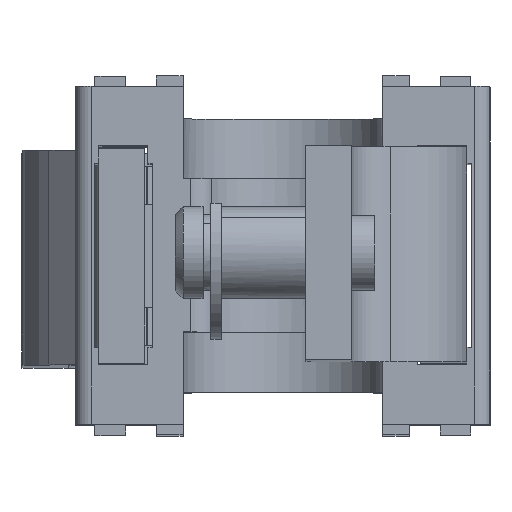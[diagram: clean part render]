
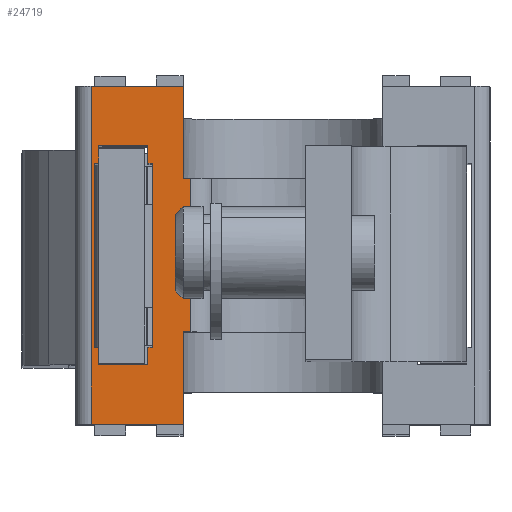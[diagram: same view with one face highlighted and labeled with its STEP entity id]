
A CAD part, top view. The second image highlights one B-rep face of the part: STEP entity #24719.
In plain terms, the highlighted free-form (B-spline) face has degree [1, 1] with [2, 2] control points.
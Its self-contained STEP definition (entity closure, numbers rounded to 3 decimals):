
#20177=CARTESIAN_POINT('',(-12.,6.,27.));
#20178=VERTEX_POINT('',#20177);
#20179=CARTESIAN_POINT('',(-12.3,6.,27.));
#20180=VERTEX_POINT('',#20179);
#20181=CARTESIAN_POINT('',(-12.,6.,27.));
#20182=CARTESIAN_POINT('',(-12.3,6.,27.));
#20183=QUASI_UNIFORM_CURVE('',1,(#20181,#20182),.UNSPECIFIED.,.F.,.U.);
#20184=EDGE_CURVE('',#20178,#20180,#20183,.T.);
#20213=CARTESIAN_POINT('',(-12.,7.15,27.));
#20214=VERTEX_POINT('',#20213);
#20215=CARTESIAN_POINT('',(-12.,7.15,27.));
#20216=CARTESIAN_POINT('',(-12.,6.,27.));
#20217=QUASI_UNIFORM_CURVE('',1,(#20215,#20216),.UNSPECIFIED.,.F.,.U.);
#20218=EDGE_CURVE('',#20214,#20178,#20217,.T.);
#20241=CARTESIAN_POINT('',(-12.,-6.,27.));
#20242=VERTEX_POINT('',#20241);
#20243=CARTESIAN_POINT('',(-12.,-7.15,27.));
#20244=VERTEX_POINT('',#20243);
#20245=CARTESIAN_POINT('',(-12.,-6.,27.));
#20246=CARTESIAN_POINT('',(-12.,-7.15,27.));
#20247=QUASI_UNIFORM_CURVE('',1,(#20245,#20246),.UNSPECIFIED.,.F.,.U.);
#20248=EDGE_CURVE('',#20242,#20244,#20247,.T.);
#20277=CARTESIAN_POINT('',(-12.3,-6.,27.));
#20278=VERTEX_POINT('',#20277);
#20279=CARTESIAN_POINT('',(-12.3,-6.,27.));
#20280=CARTESIAN_POINT('',(-12.,-6.,27.));
#20281=QUASI_UNIFORM_CURVE('',1,(#20279,#20280),.UNSPECIFIED.,.F.,.U.);
#20282=EDGE_CURVE('',#20278,#20242,#20281,.T.);
#20305=CARTESIAN_POINT('',(-12.3,6.,27.));
#20306=CARTESIAN_POINT('',(-12.3,-6.,27.));
#20307=QUASI_UNIFORM_CURVE('',1,(#20305,#20306),.UNSPECIFIED.,.F.,.U.);
#20308=EDGE_CURVE('',#20180,#20278,#20307,.T.);
#20325=CARTESIAN_POINT('',(-8.8,7.15,27.));
#20326=VERTEX_POINT('',#20325);
#20332=CARTESIAN_POINT('',(-8.8,7.15,27.));
#20333=CARTESIAN_POINT('',(-12.,7.15,27.));
#20334=QUASI_UNIFORM_CURVE('',1,(#20332,#20333),.UNSPECIFIED.,.F.,.U.);
#20335=EDGE_CURVE('',#20326,#20214,#20334,.T.);
#20359=CARTESIAN_POINT('',(-8.8,6.,27.));
#20360=VERTEX_POINT('',#20359);
#20366=CARTESIAN_POINT('',(-8.8,6.,27.));
#20367=CARTESIAN_POINT('',(-8.8,7.15,27.));
#20368=QUASI_UNIFORM_CURVE('',1,(#20366,#20367),.UNSPECIFIED.,.F.,.U.);
#20369=EDGE_CURVE('',#20360,#20326,#20368,.T.);
#20425=CARTESIAN_POINT('',(-8.5,6.,27.));
#20426=VERTEX_POINT('',#20425);
#20432=CARTESIAN_POINT('',(-8.5,6.,27.));
#20433=CARTESIAN_POINT('',(-8.8,6.,27.));
#20434=QUASI_UNIFORM_CURVE('',1,(#20432,#20433),.UNSPECIFIED.,.F.,.U.);
#20435=EDGE_CURVE('',#20426,#20360,#20434,.T.);
#20447=CARTESIAN_POINT('',(-8.5,-6.,27.));
#20448=VERTEX_POINT('',#20447);
#20454=CARTESIAN_POINT('',(-8.5,-6.,27.));
#20455=CARTESIAN_POINT('',(-8.5,6.,27.));
#20456=QUASI_UNIFORM_CURVE('',1,(#20454,#20455),.UNSPECIFIED.,.F.,.U.);
#20457=EDGE_CURVE('',#20448,#20426,#20456,.T.);
#20531=CARTESIAN_POINT('',(-8.8,-6.,27.));
#20532=VERTEX_POINT('',#20531);
#20538=CARTESIAN_POINT('',(-8.8,-6.,27.));
#20539=CARTESIAN_POINT('',(-8.5,-6.,27.));
#20540=QUASI_UNIFORM_CURVE('',1,(#20538,#20539),.UNSPECIFIED.,.F.,.U.);
#20541=EDGE_CURVE('',#20532,#20448,#20540,.T.);
#20597=CARTESIAN_POINT('',(-8.8,-7.15,27.));
#20598=VERTEX_POINT('',#20597);
#20604=CARTESIAN_POINT('',(-8.8,-7.15,27.));
#20605=CARTESIAN_POINT('',(-8.8,-6.,27.));
#20606=QUASI_UNIFORM_CURVE('',1,(#20604,#20605),.UNSPECIFIED.,.F.,.U.);
#20607=EDGE_CURVE('',#20598,#20532,#20606,.T.);
#20626=CARTESIAN_POINT('',(-12.,-7.15,27.));
#20627=CARTESIAN_POINT('',(-8.8,-7.15,27.));
#20628=QUASI_UNIFORM_CURVE('',1,(#20626,#20627),.UNSPECIFIED.,.F.,.U.);
#20629=EDGE_CURVE('',#20244,#20598,#20628,.T.);
#21140=CARTESIAN_POINT('',(-6.5,5.,27.));
#21141=VERTEX_POINT('',#21140);
#21147=CARTESIAN_POINT('',(-5.991,5.,27.));
#21148=VERTEX_POINT('',#21147);
#21149=CARTESIAN_POINT('',(-5.991,5.,27.));
#21150=CARTESIAN_POINT('',(-6.5,5.,27.));
#21151=QUASI_UNIFORM_CURVE('',1,(#21149,#21150),.UNSPECIFIED.,.F.,.U.);
#21152=EDGE_CURVE('',#21148,#21141,#21151,.T.);
#21785=CARTESIAN_POINT('',(-6.5,11.,27.));
#21786=VERTEX_POINT('',#21785);
#21792=CARTESIAN_POINT('',(-6.5,5.,27.));
#21793=CARTESIAN_POINT('',(-6.5,11.,27.));
#21794=QUASI_UNIFORM_CURVE('',1,(#21792,#21793),.UNSPECIFIED.,.F.,.U.);
#21795=EDGE_CURVE('',#21141,#21786,#21794,.T.);
#22792=CARTESIAN_POINT('',(-5.991,-5.,27.));
#22793=VERTEX_POINT('',#22792);
#22807=CARTESIAN_POINT('',(-6.5,-5.,27.));
#22808=VERTEX_POINT('',#22807);
#22809=CARTESIAN_POINT('',(-5.991,-5.,27.));
#22810=CARTESIAN_POINT('',(-6.5,-5.,27.));
#22811=QUASI_UNIFORM_CURVE('',1,(#22809,#22810),.UNSPECIFIED.,.F.,.U.);
#22812=EDGE_CURVE('',#22793,#22808,#22811,.T.);
#23458=CARTESIAN_POINT('',(-6.5,-11.,27.));
#23459=VERTEX_POINT('',#23458);
#23460=CARTESIAN_POINT('',(-6.5,-5.,27.));
#23461=CARTESIAN_POINT('',(-6.5,-11.,27.));
#23462=QUASI_UNIFORM_CURVE('',1,(#23460,#23461),.UNSPECIFIED.,.F.,.U.);
#23463=EDGE_CURVE('',#22808,#23459,#23462,.T.);
#24631=CARTESIAN_POINT('',(-12.5,-11.,27.));
#24632=VERTEX_POINT('',#24631);
#24648=CARTESIAN_POINT('',(-12.5,11.,27.));
#24649=VERTEX_POINT('',#24648);
#24650=CARTESIAN_POINT('',(-12.5,11.,27.));
#24651=CARTESIAN_POINT('',(-12.5,-11.,27.));
#24652=QUASI_UNIFORM_CURVE('',1,(#24650,#24651),.UNSPECIFIED.,.F.,.U.);
#24653=EDGE_CURVE('',#24649,#24632,#24652,.T.);
#24678=CARTESIAN_POINT('',(-12.825,-12.099,27.));
#24679=CARTESIAN_POINT('',(-5.666,-12.099,27.));
#24680=CARTESIAN_POINT('',(-12.825,12.099,27.));
#24681=CARTESIAN_POINT('',(-5.666,12.099,27.));
#24682=B_SPLINE_SURFACE_WITH_KNOTS('',1,1,((#24678,#24680),(#24679,#24681)),.UNSPECIFIED.,.F.,.F.,.U.,(2,2),(2,2),(0.0,7.159),(0.0,24.198),.UNSPECIFIED.);
#24683=ORIENTED_EDGE('',*,*,#21152,.T.);
#24684=ORIENTED_EDGE('',*,*,#21795,.T.);
#24685=CARTESIAN_POINT('',(-6.5,11.,27.));
#24686=CARTESIAN_POINT('',(-12.5,11.,27.));
#24687=QUASI_UNIFORM_CURVE('',1,(#24685,#24686),.UNSPECIFIED.,.F.,.U.);
#24688=EDGE_CURVE('',#21786,#24649,#24687,.T.);
#24689=ORIENTED_EDGE('',*,*,#24688,.T.);
#24690=ORIENTED_EDGE('',*,*,#24653,.T.);
#24691=CARTESIAN_POINT('',(-6.5,-11.,27.));
#24692=CARTESIAN_POINT('',(-12.5,-11.,27.));
#24693=QUASI_UNIFORM_CURVE('',1,(#24691,#24692),.UNSPECIFIED.,.F.,.U.);
#24694=EDGE_CURVE('',#23459,#24632,#24693,.T.);
#24695=ORIENTED_EDGE('',*,*,#24694,.F.);
#24696=ORIENTED_EDGE('',*,*,#23463,.F.);
#24697=ORIENTED_EDGE('',*,*,#22812,.F.);
#24698=CARTESIAN_POINT('',(-5.991,5.,27.));
#24699=CARTESIAN_POINT('',(-5.991,-5.,27.));
#24700=QUASI_UNIFORM_CURVE('',1,(#24698,#24699),.UNSPECIFIED.,.F.,.U.);
#24701=EDGE_CURVE('',#21148,#22793,#24700,.T.);
#24702=ORIENTED_EDGE('',*,*,#24701,.F.);
#24703=EDGE_LOOP('',(#24683,#24684,#24689,#24690,#24695,#24696,#24697,#24702));
#24704=FACE_OUTER_BOUND('',#24703,.T.);
#24705=ORIENTED_EDGE('',*,*,#20308,.F.);
#24706=ORIENTED_EDGE('',*,*,#20184,.F.);
#24707=ORIENTED_EDGE('',*,*,#20218,.F.);
#24708=ORIENTED_EDGE('',*,*,#20335,.F.);
#24709=ORIENTED_EDGE('',*,*,#20369,.F.);
#24710=ORIENTED_EDGE('',*,*,#20435,.F.);
#24711=ORIENTED_EDGE('',*,*,#20457,.F.);
#24712=ORIENTED_EDGE('',*,*,#20541,.F.);
#24713=ORIENTED_EDGE('',*,*,#20607,.F.);
#24714=ORIENTED_EDGE('',*,*,#20629,.F.);
#24715=ORIENTED_EDGE('',*,*,#20248,.F.);
#24716=ORIENTED_EDGE('',*,*,#20282,.F.);
#24717=EDGE_LOOP('',(#24705,#24706,#24707,#24708,#24709,#24710,#24711,#24712,#24713,#24714,#24715,#24716));
#24718=FACE_BOUND('',#24717,.T.);
#24719=ADVANCED_FACE('',(#24704,#24718),#24682,.T.);
